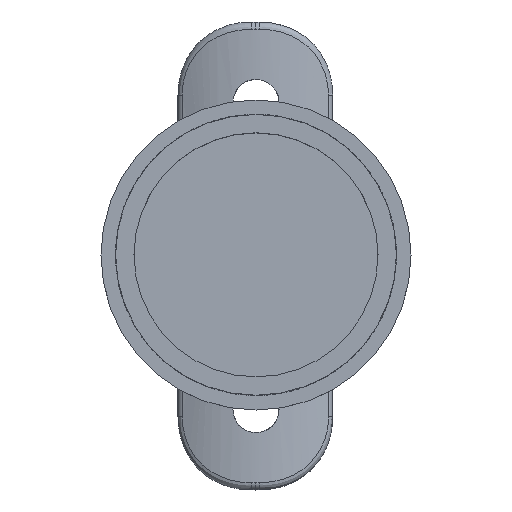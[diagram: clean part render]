
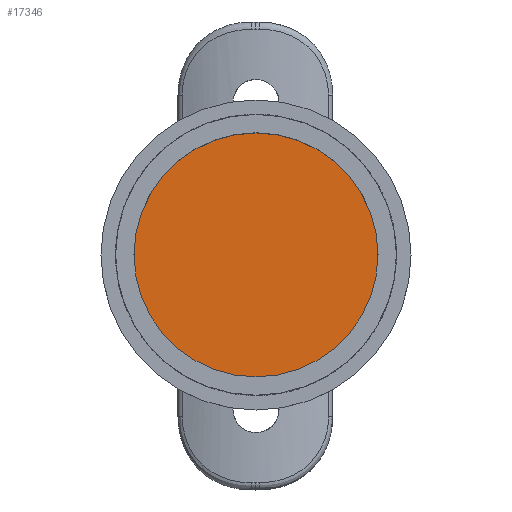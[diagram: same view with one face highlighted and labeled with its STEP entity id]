
A CAD part, top view. The second image highlights one B-rep face of the part: STEP entity #17346.
In plain terms, the highlighted planar face has unit normal (0, 0, 1).
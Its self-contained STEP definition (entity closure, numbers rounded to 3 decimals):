
#1741 = AXIS2_PLACEMENT_3D ( 'NONE', #6951, #8519, #3550 ) ;
#2012 = AXIS2_PLACEMENT_3D ( 'NONE', #6124, #2712, #2928 ) ;
#2712 = DIRECTION ( 'NONE',  ( 0., 0., -1. ) ) ;
#2928 = DIRECTION ( 'NONE',  ( -1., 0., 0. ) ) ;
#3434 = PLANE ( 'NONE',  #1741 ) ;
#3550 = DIRECTION ( 'NONE',  ( 1., 0., 0. ) ) ;
#4179 = AXIS2_PLACEMENT_3D ( 'NONE', #10527, #13411, #8751 ) ;
#4716 = EDGE_LOOP ( 'NONE', ( #12668, #15546 ) ) ;
#6124 = CARTESIAN_POINT ( 'NONE',  ( 0., 0., 13.922 ) ) ;
#6951 = CARTESIAN_POINT ( 'NONE',  ( -6., 0., 13.922 ) ) ;
#7070 = FACE_OUTER_BOUND ( 'NONE', #4716, .T. ) ;
#8519 = DIRECTION ( 'NONE',  ( 0., 0., 1. ) ) ;
#8751 = DIRECTION ( 'NONE',  ( -1., 0., 0. ) ) ;
#9553 = EDGE_CURVE ( 'NONE', #11416, #16751, #11522, .T. ) ;
#10527 = CARTESIAN_POINT ( 'NONE',  ( 0., 0., 13.922 ) ) ;
#11416 = VERTEX_POINT ( 'NONE', #11731 ) ;
#11522 = CIRCLE ( 'NONE', #2012, 16.689 ) ;
#11731 = CARTESIAN_POINT ( 'NONE',  ( -16.689, 0., 13.922 ) ) ;
#11894 = CARTESIAN_POINT ( 'NONE',  ( 16.689, 0., 13.922 ) ) ;
#12668 = ORIENTED_EDGE ( 'NONE', *, *, #9553, .F. ) ;
#13411 = DIRECTION ( 'NONE',  ( 0., 0., -1. ) ) ;
#15546 = ORIENTED_EDGE ( 'NONE', *, *, #16971, .F. ) ;
#16751 = VERTEX_POINT ( 'NONE', #11894 ) ;
#16971 = EDGE_CURVE ( 'NONE', #16751, #11416, #20743, .T. ) ;
#17346 = ADVANCED_FACE ( 'NONE', ( #7070 ), #3434, .T. ) ;
#20743 = CIRCLE ( 'NONE', #4179, 16.689 ) ;
